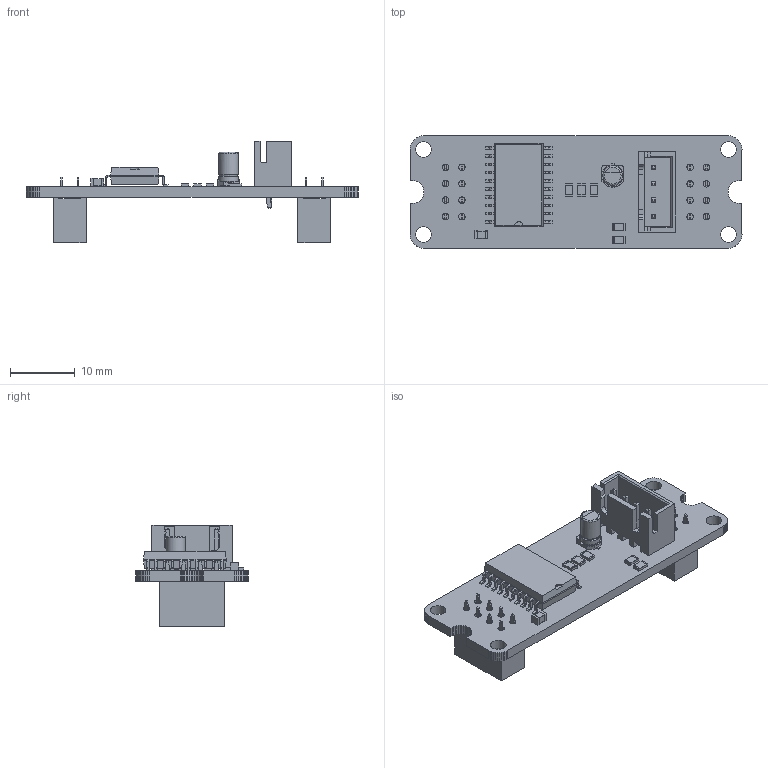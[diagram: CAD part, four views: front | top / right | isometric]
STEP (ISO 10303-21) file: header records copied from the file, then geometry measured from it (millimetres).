
FILE_DESCRIPTION(('KiCad electronic assembly'),'2;1');
FILE_NAME('SBK BarDriveHT 28 V1.step','2025-06-20T13:18:08',('Pcbnew'),( 'Kicad'),'Open CASCADE STEP processor 7.7','KiCad to STEP converter' ,'Unknown');
FILE_SCHEMA(('AUTOMOTIVE_DESIGN { 1 0 10303 214 1 1 1 1 }'));
Length unit declared in the file: millimetre
Products named in the file (14): SBK BarDriveHT 28 V1 1; CP_Elec_3x5.3; SOLID; R_0805_2012Metric; C_0805_2012Metric; 20SOP; COMPOUND; JST_XH_B4B-XH-A_1x04_P2.50mm_Vertical; PinSocket_2x04_P2.54mm_Vertical; SBK BarDriveHT 28 V1 PCB
Assembly tree (18 placements, depth 3):
  SBK BarDriveHT 28 V1 1
    CP_Elec_3x5.3
      SOLID
    R_0805_2012Metric  x5
      SOLID
    C_0805_2012Metric
      SOLID
    20SOP
      COMPOUND
    JST_XH_B4B-XH-A_1x04_P2.50mm_Vertical
      SOLID
    PinSocket_2x04_P2.54mm_Vertical  x2
      SOLID
    SBK BarDriveHT 28 V1 PCB
Bounding box: 51.34 x 17.37 x 15.7 mm (x, y, z)
Volume: 2571.1 mm3; surface area: 4150.1 mm2
Topology: 32 solids, 32 shells, 1275 faces, 3327 edges, 2175 vertices
Faces by surface type: plane 1096, cylinder 172, torus 4, bspline 2, revolution 1
Full cylindrical faces by diameter (mm): 0.95 x4, 1 x16, 2.4 x4, 3 x2
Entity records: 63532 total; most frequent: CARTESIAN_POINT 11045, DIRECTION 9140, LINE 6583, VECTOR 6583, ORIENTED_EDGE 4782, PCURVE 4782, DEFINITIONAL_REPRESENTATION 4782, EDGE_CURVE 2391
